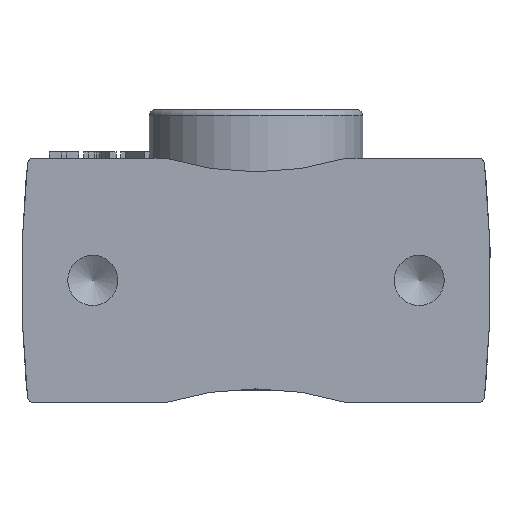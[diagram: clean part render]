
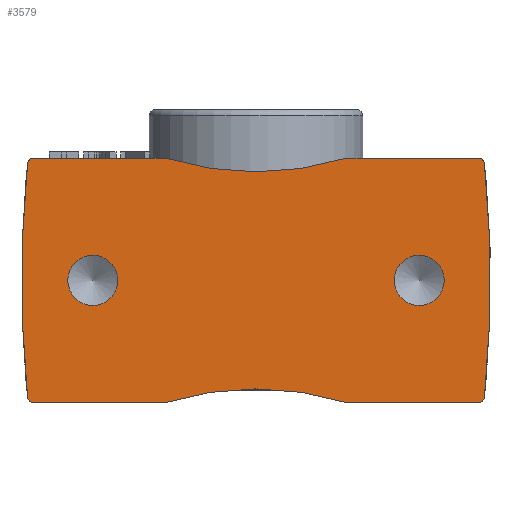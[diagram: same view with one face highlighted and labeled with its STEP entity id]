
A CAD part, front view. The second image highlights one B-rep face of the part: STEP entity #3579.
In plain terms, the highlighted face is planar.
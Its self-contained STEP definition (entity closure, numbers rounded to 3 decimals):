
#333=CIRCLE('',#3749,0.39);
#335=CIRCLE('',#3753,0.39);
#356=CIRCLE('',#3785,4.763);
#357=CIRCLE('',#3788,0.089);
#359=CIRCLE('',#3791,17.544);
#365=CIRCLE('',#3801,0.089);
#366=CIRCLE('',#3804,4.763);
#374=CIRCLE('',#3818,0.089);
#379=CIRCLE('',#3826,17.544);
#380=CIRCLE('',#3828,0.089);
#763=VERTEX_POINT('',#5304);
#766=VERTEX_POINT('',#5311);
#825=VERTEX_POINT('',#7281);
#826=VERTEX_POINT('',#7283);
#827=VERTEX_POINT('',#7287);
#828=VERTEX_POINT('',#7291);
#831=VERTEX_POINT('',#7308);
#839=VERTEX_POINT('',#7521);
#841=VERTEX_POINT('',#7533);
#847=VERTEX_POINT('',#7816);
#859=VERTEX_POINT('',#8059);
#860=VERTEX_POINT('',#8062);
#862=VERTEX_POINT('',#8073);
#863=VERTEX_POINT('',#8077);
#1119=VECTOR('',#4295,1.);
#1126=VECTOR('',#4331,1.);
#1315=LINE('',#7288,#1119);
#1322=LINE('',#7534,#1126);
#1531=EDGE_CURVE('',#763,#763,#333,.T.);
#1533=EDGE_CURVE('',#766,#766,#335,.T.);
#1610=EDGE_CURVE('',#826,#825,#356,.T.);
#1613=EDGE_CURVE('',#827,#825,#1315,.T.);
#1615=EDGE_CURVE('',#828,#827,#357,.T.);
#1619=EDGE_CURVE('',#831,#828,#359,.T.);
#1632=EDGE_CURVE('',#839,#831,#365,.T.);
#1635=EDGE_CURVE('',#839,#841,#1322,.T.);
#1644=EDGE_CURVE('',#841,#847,#366,.T.);
#1663=EDGE_CURVE('',#847,#859,#1322,.T.);
#1665=EDGE_CURVE('',#860,#859,#374,.T.);
#1671=EDGE_CURVE('',#862,#860,#379,.T.);
#1673=EDGE_CURVE('',#863,#862,#380,.T.);
#1674=EDGE_CURVE('',#826,#863,#1315,.T.);
#2393=ORIENTED_EDGE('',*,*,#1531,.T.);
#2394=ORIENTED_EDGE('',*,*,#1533,.T.);
#2395=ORIENTED_EDGE('',*,*,#1673,.F.);
#2396=ORIENTED_EDGE('',*,*,#1674,.F.);
#2397=ORIENTED_EDGE('',*,*,#1610,.T.);
#2398=ORIENTED_EDGE('',*,*,#1613,.F.);
#2399=ORIENTED_EDGE('',*,*,#1615,.F.);
#2400=ORIENTED_EDGE('',*,*,#1619,.F.);
#2401=ORIENTED_EDGE('',*,*,#1632,.F.);
#2402=ORIENTED_EDGE('',*,*,#1635,.T.);
#2403=ORIENTED_EDGE('',*,*,#1644,.T.);
#2404=ORIENTED_EDGE('',*,*,#1663,.T.);
#2405=ORIENTED_EDGE('',*,*,#1665,.F.);
#2406=ORIENTED_EDGE('',*,*,#1671,.F.);
#2997=EDGE_LOOP('',(#2393));
#2998=EDGE_LOOP('',(#2394));
#2999=EDGE_LOOP('',(#2395,#2396,#2397,#2398,#2399,#2400,#2401,#2402,#2403,
#2404,#2405,#2406));
#3293=FACE_BOUND('',#2997,.T.);
#3294=FACE_BOUND('',#2998,.T.);
#3295=FACE_BOUND('',#2999,.T.);
#3579=ADVANCED_FACE('',(#3293,#3294,#3295),#10048,.F.);
#3749=AXIS2_PLACEMENT_3D('',#5303,#4210,#4211);
#3753=AXIS2_PLACEMENT_3D('',#5310,#4218,#4219);
#3785=AXIS2_PLACEMENT_3D('',#7282,#4290,#4291);
#3788=AXIS2_PLACEMENT_3D('',#7292,#4299,#4300);
#3791=AXIS2_PLACEMENT_3D('',#7309,#4306,#4307);
#3801=AXIS2_PLACEMENT_3D('',#7522,#4328,#4329);
#3804=AXIS2_PLACEMENT_3D('',#7817,#4338,#4339);
#3818=AXIS2_PLACEMENT_3D('',#8063,#4370,#4371);
#3826=AXIS2_PLACEMENT_3D('',#8074,#4386,#4387);
#3828=AXIS2_PLACEMENT_3D('',#8078,#4391,#4392);
#3829=AXIS2_PLACEMENT_3D('',#8079,#4393,$);
#4210=DIRECTION('',(0.,0.,1.));
#4211=DIRECTION('',(0.39,0.,0.));
#4218=DIRECTION('',(0.,0.,1.));
#4219=DIRECTION('',(0.39,0.,0.));
#4290=DIRECTION('',(0.,0.,1.));
#4291=DIRECTION('',(-4.763,0.,0.));
#4295=DIRECTION('',(0.,-1.,0.));
#4299=DIRECTION('',(0.,0.,1.));
#4300=DIRECTION('',(-0.066,0.06,0.));
#4306=DIRECTION('',(0.,0.,1.));
#4307=DIRECTION('',(17.544,0.,0.));
#4328=DIRECTION('',(0.,0.,1.));
#4329=DIRECTION('',(0.066,0.06,0.));
#4331=DIRECTION('',(0.,-1.,0.));
#4338=DIRECTION('',(0.,0.,1.));
#4339=DIRECTION('',(4.763,0.,0.));
#4370=DIRECTION('',(0.,0.,1.));
#4371=DIRECTION('',(0.066,-0.06,0.));
#4386=DIRECTION('',(0.,0.,1.));
#4387=DIRECTION('',(-17.544,0.,0.));
#4391=DIRECTION('',(0.,0.,1.));
#4392=DIRECTION('',(-0.066,-0.06,0.));
#4393=DIRECTION('',(0.,0.,1.));
#5303=CARTESIAN_POINT('',(0.,-2.54,0.));
#5304=CARTESIAN_POINT('',(0.39,-2.54,0.));
#5310=CARTESIAN_POINT('',(0.,2.54,0.));
#5311=CARTESIAN_POINT('',(0.39,2.54,0.));
#7281=CARTESIAN_POINT('',(-1.9,1.4,0.));
#7282=CARTESIAN_POINT('',(-6.452,0.,0.));
#7283=CARTESIAN_POINT('',(-1.9,-1.4,0.));
#7287=CARTESIAN_POINT('',(-1.9,3.467,0.));
#7288=CARTESIAN_POINT('',(-1.9,3.547,0.));
#7291=CARTESIAN_POINT('',(-1.82,3.555,0.));
#7292=CARTESIAN_POINT('',(-1.811,3.467,0.));
#7308=CARTESIAN_POINT('',(1.82,3.555,0.));
#7309=CARTESIAN_POINT('',(0.,-13.894,0.));
#7521=CARTESIAN_POINT('',(1.9,3.467,0.));
#7522=CARTESIAN_POINT('',(1.811,3.467,0.));
#7533=CARTESIAN_POINT('',(1.9,1.4,0.));
#7534=CARTESIAN_POINT('',(1.9,3.547,0.));
#7816=CARTESIAN_POINT('',(1.9,-1.4,0.));
#7817=CARTESIAN_POINT('',(6.452,0.,0.));
#8059=CARTESIAN_POINT('',(1.9,-3.467,0.));
#8062=CARTESIAN_POINT('',(1.82,-3.555,0.));
#8063=CARTESIAN_POINT('',(1.811,-3.467,0.));
#8073=CARTESIAN_POINT('',(-1.82,-3.555,0.));
#8074=CARTESIAN_POINT('',(0.,13.894,0.));
#8077=CARTESIAN_POINT('',(-1.9,-3.467,0.));
#8078=CARTESIAN_POINT('',(-1.811,-3.467,0.));
#8079=CARTESIAN_POINT('',(0.941,1.803,0.));
#10048=PLANE('',#3829);
